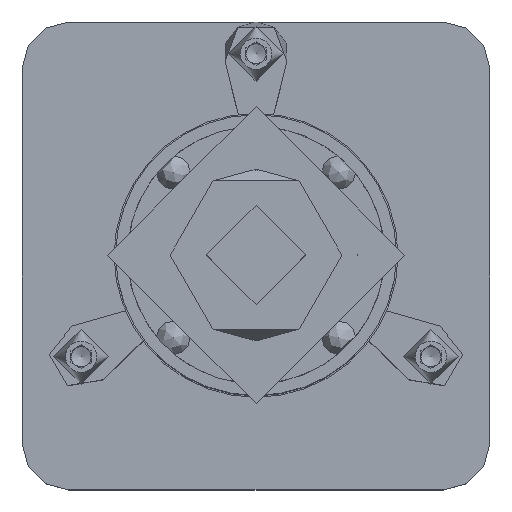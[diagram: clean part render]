
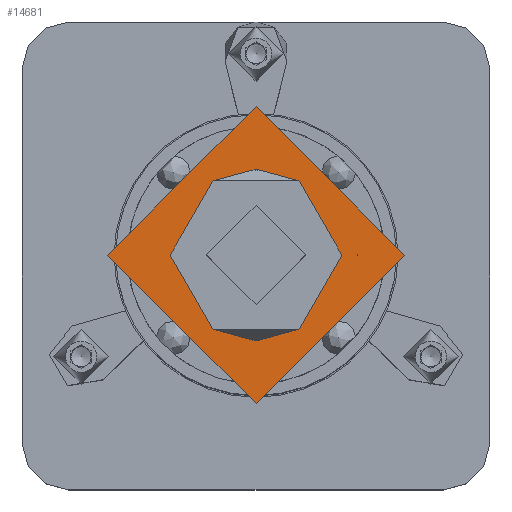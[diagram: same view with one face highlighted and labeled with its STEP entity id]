
A CAD part, top view. The second image highlights one B-rep face of the part: STEP entity #14681.
In plain terms, the highlighted planar face has unit normal (0, 0, 1).
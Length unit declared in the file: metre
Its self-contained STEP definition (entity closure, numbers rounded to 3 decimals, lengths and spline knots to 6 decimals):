
#2229=B_SPLINE_CURVE_WITH_KNOTS('',3,(#23075,#23076,#23077,#23078,#23079,
#23080,#23081,#23082,#23083,#23084,#23085),.UNSPECIFIED.,.T.,.F.,(1,1,1,
1,1,1,1,1,1,1,1,1,1,1,1),(-0.01531,-0.010207,-0.005103,
0.,0.005103,0.010207,0.01531,
0.020414,0.025517,0.03062,0.035724,
0.040827,0.04593,0.051034,0.056137),
 .UNSPECIFIED.);
#2662=PLANE('',#16621);
#3111=ORIENTED_EDGE('',*,*,#7485,.T.);
#3112=ORIENTED_EDGE('',*,*,#7486,.T.);
#7485=EDGE_CURVE('',#9673,#9673,#11168,.T.);
#7486=EDGE_CURVE('',#9674,#9674,#2229,.T.);
#9673=VERTEX_POINT('',#23074);
#9674=VERTEX_POINT('',#23086);
#11168=CIRCLE('',#16622,0.0095);
#12124=EDGE_LOOP('',(#3111));
#12125=EDGE_LOOP('',(#3112));
#13243=FACE_BOUND('',#12124,.T.);
#13244=FACE_BOUND('',#12125,.T.);
#14681=ADVANCED_FACE('',(#13243,#13244),#2662,.T.);
#16621=AXIS2_PLACEMENT_3D('',#23072,#18453,#18454);
#16622=AXIS2_PLACEMENT_3D('',#23073,#18455,#18456);
#18453=DIRECTION('',(0.,0.,1.));
#18454=DIRECTION('',(1.,0.,0.));
#18455=DIRECTION('',(0.,0.,1.));
#18456=DIRECTION('',(1.,0.,0.));
#23072=CARTESIAN_POINT('',(0.,0.,0.0266));
#23073=CARTESIAN_POINT('',(0.,0.,0.0266));
#23074=CARTESIAN_POINT('',(0.0095,0.,0.0266));
#23075=CARTESIAN_POINT('',(0.005088,0.005098,0.0266));
#23076=CARTESIAN_POINT('',(0.007206,0.,0.0266));
#23077=CARTESIAN_POINT('',(0.005088,-0.005097,0.0266));
#23078=CARTESIAN_POINT('',(0.000002,-0.007203,0.0266));
#23079=CARTESIAN_POINT('',(-0.005098,-0.00509,0.0266));
#23080=CARTESIAN_POINT('',(-0.007201,0.,0.0266));
#23081=CARTESIAN_POINT('',(-0.005099,0.005089,0.0266));
#23082=CARTESIAN_POINT('',(0.000002,0.007203,0.0266));
#23083=CARTESIAN_POINT('',(0.005088,0.005098,0.0266));
#23084=CARTESIAN_POINT('',(0.007206,0.,0.0266));
#23085=CARTESIAN_POINT('',(0.005088,-0.005097,0.0266));
#23086=CARTESIAN_POINT('',(0.0065,0.,0.0266));
